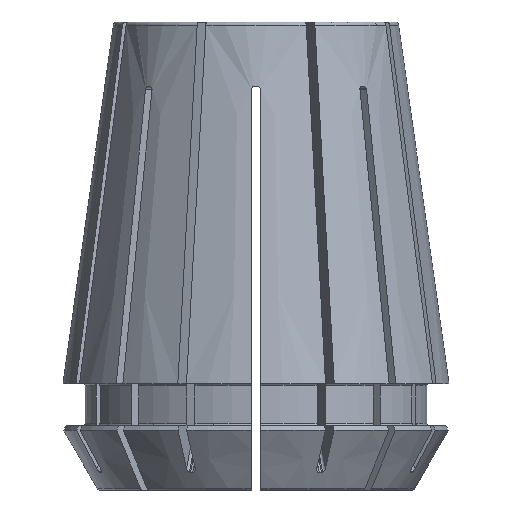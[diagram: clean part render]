
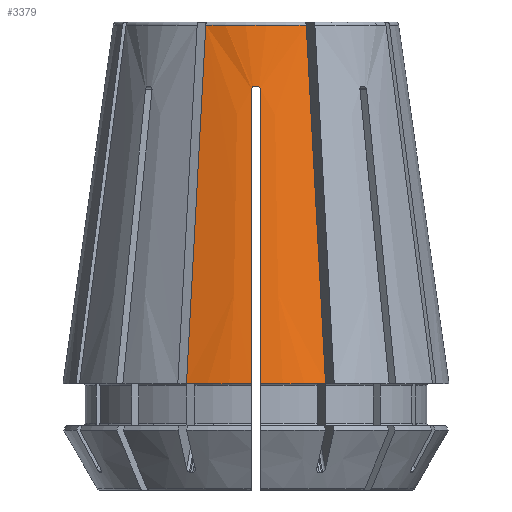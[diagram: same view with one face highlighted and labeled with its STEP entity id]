
A CAD part, front view. The second image highlights one B-rep face of the part: STEP entity #3379.
In plain terms, the highlighted conical face has half-angle 8 degrees and reference radius 16.5 mm.
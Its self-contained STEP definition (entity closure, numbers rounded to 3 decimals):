
#3259=CARTESIAN_POINT('',(-5.943,-15.393,9.1));
#3260=VERTEX_POINT('',#3259);
#3268=CARTESIAN_POINT('',(-0.4,-16.495,9.1));
#3269=VERTEX_POINT('',#3268);
#3276=CARTESIAN_POINT('',(-0.,0.,9.1));
#3277=DIRECTION('',(-0.,0.,1.));
#3278=DIRECTION('',(1.,0.,0.));
#3279=AXIS2_PLACEMENT_3D('',#3276,#3277,#3278);
#3280=CIRCLE('',#3279,16.5);
#3281=EDGE_CURVE('',#3260,#3269,#3280,.T.);
#3286=CARTESIAN_POINT('',(-0.,0.,9.1));
#3287=DIRECTION('',(0.,0.,-1.));
#3288=DIRECTION('',(-1.,0.,-0.));
#3289=AXIS2_PLACEMENT_3D('',#3286,#3287,#3288);
#3290=CONICAL_SURFACE('',#3289,16.5,8.);
#3291=CARTESIAN_POINT('',(-4.294,-11.412,39.742));
#3292=VERTEX_POINT('',#3291);
#3293=CARTESIAN_POINT('',(-5.943,-15.393,9.1));
#3294=CARTESIAN_POINT('',(-5.393,-14.066,19.314));
#3295=CARTESIAN_POINT('',(-4.844,-12.739,29.528));
#3296=CARTESIAN_POINT('',(-4.294,-11.412,39.742));
#3297=B_SPLINE_CURVE_WITH_KNOTS('',3,(#3293,#3294,#3295,#3296),.UNSPECIFIED.,.F.,.F.,(4,4),(0.,0.031),.UNSPECIFIED.);
#3298=EDGE_CURVE('',#3260,#3292,#3297,.T.);
#3299=ORIENTED_EDGE('',*,*,#3298,.F.);
#3300=ORIENTED_EDGE('',*,*,#3281,.T.);
#3301=CARTESIAN_POINT('',(-0.4,-12.966,34.2));
#3302=VERTEX_POINT('',#3301);
#3303=CARTESIAN_POINT('',(-0.4,-12.966,34.2));
#3304=CARTESIAN_POINT('',(-0.4,-13.093,33.299));
#3305=CARTESIAN_POINT('',(-0.4,-13.22,32.398));
#3306=CARTESIAN_POINT('',(-0.4,-13.346,31.497));
#3307=CARTESIAN_POINT('',(-0.4,-14.396,24.031));
#3308=CARTESIAN_POINT('',(-0.4,-15.446,16.566));
#3309=CARTESIAN_POINT('',(-0.4,-16.495,9.1));
#3310=B_SPLINE_CURVE_WITH_KNOTS('',3,(#3303,#3304,#3305,#3306,#3307,#3308,#3309),.UNSPECIFIED.,.F.,.F.,(4,3,4),(0.021,0.023,0.046),.UNSPECIFIED.);
#3311=EDGE_CURVE('',#3302,#3269,#3310,.T.);
#3312=ORIENTED_EDGE('',*,*,#3311,.F.);
#3313=CARTESIAN_POINT('',(-0.1,-12.93,34.5));
#3314=VERTEX_POINT('',#3313);
#3315=CARTESIAN_POINT('',(-0.4,-12.966,34.2));
#3316=CARTESIAN_POINT('',(-0.4,-12.944,34.358));
#3317=CARTESIAN_POINT('',(-0.259,-12.929,34.5));
#3318=CARTESIAN_POINT('',(-0.1,-12.93,34.5));
#3319=B_SPLINE_CURVE_WITH_KNOTS('',3,(#3315,#3316,#3317,#3318),.UNSPECIFIED.,.F.,.F.,(4,4),(0.,0.),.UNSPECIFIED.);
#3320=EDGE_CURVE('',#3302,#3314,#3319,.T.);
#3321=ORIENTED_EDGE('',*,*,#3320,.T.);
#3322=CARTESIAN_POINT('',(0.1,-12.93,34.5));
#3323=VERTEX_POINT('',#3322);
#3324=CARTESIAN_POINT('',(0.,0.,34.5));
#3325=DIRECTION('',(0.,0.,-1.));
#3326=DIRECTION('',(-1.,0.,0.));
#3327=AXIS2_PLACEMENT_3D('',#3324,#3325,#3326);
#3328=CIRCLE('',#3327,12.93);
#3329=EDGE_CURVE('',#3323,#3314,#3328,.T.);
#3330=ORIENTED_EDGE('',*,*,#3329,.F.);
#3331=CARTESIAN_POINT('',(0.4,-12.966,34.2));
#3332=VERTEX_POINT('',#3331);
#3333=CARTESIAN_POINT('',(0.1,-12.93,34.5));
#3334=CARTESIAN_POINT('',(0.259,-12.929,34.5));
#3335=CARTESIAN_POINT('',(0.4,-12.944,34.358));
#3336=CARTESIAN_POINT('',(0.4,-12.966,34.2));
#3337=B_SPLINE_CURVE_WITH_KNOTS('',3,(#3333,#3334,#3335,#3336),.UNSPECIFIED.,.F.,.F.,(4,4),(0.,0.),.UNSPECIFIED.);
#3338=EDGE_CURVE('',#3323,#3332,#3337,.T.);
#3339=ORIENTED_EDGE('',*,*,#3338,.T.);
#3340=CARTESIAN_POINT('',(0.4,-16.495,9.1));
#3341=VERTEX_POINT('',#3340);
#3342=CARTESIAN_POINT('',(0.4,-12.966,34.2));
#3343=CARTESIAN_POINT('',(0.4,-13.093,33.299));
#3344=CARTESIAN_POINT('',(0.4,-13.22,32.398));
#3345=CARTESIAN_POINT('',(0.4,-13.346,31.497));
#3346=CARTESIAN_POINT('',(0.4,-14.396,24.031));
#3347=CARTESIAN_POINT('',(0.4,-15.446,16.566));
#3348=CARTESIAN_POINT('',(0.4,-16.495,9.1));
#3349=B_SPLINE_CURVE_WITH_KNOTS('',3,(#3342,#3343,#3344,#3345,#3346,#3347,#3348),.UNSPECIFIED.,.F.,.F.,(4,3,4),(0.021,0.023,0.046),.UNSPECIFIED.);
#3350=EDGE_CURVE('',#3332,#3341,#3349,.T.);
#3351=ORIENTED_EDGE('',*,*,#3350,.T.);
#3352=CARTESIAN_POINT('',(5.943,-15.393,9.1));
#3353=VERTEX_POINT('',#3352);
#3354=CARTESIAN_POINT('',(-0.,0.,9.1));
#3355=DIRECTION('',(-0.,0.,1.));
#3356=DIRECTION('',(1.,0.,0.));
#3357=AXIS2_PLACEMENT_3D('',#3354,#3355,#3356);
#3358=CIRCLE('',#3357,16.5);
#3359=EDGE_CURVE('',#3341,#3353,#3358,.T.);
#3360=ORIENTED_EDGE('',*,*,#3359,.T.);
#3361=CARTESIAN_POINT('',(4.294,-11.412,39.742));
#3362=VERTEX_POINT('',#3361);
#3363=CARTESIAN_POINT('',(5.943,-15.393,9.1));
#3364=CARTESIAN_POINT('',(5.393,-14.066,19.314));
#3365=CARTESIAN_POINT('',(4.844,-12.739,29.528));
#3366=CARTESIAN_POINT('',(4.294,-11.412,39.742));
#3367=B_SPLINE_CURVE_WITH_KNOTS('',3,(#3363,#3364,#3365,#3366),.UNSPECIFIED.,.F.,.F.,(4,4),(0.,0.031),.UNSPECIFIED.);
#3368=EDGE_CURVE('',#3353,#3362,#3367,.T.);
#3369=ORIENTED_EDGE('',*,*,#3368,.T.);
#3370=CARTESIAN_POINT('',(-0.,0.,39.742));
#3371=DIRECTION('',(-0.,0.,1.));
#3372=DIRECTION('',(1.,0.,0.));
#3373=AXIS2_PLACEMENT_3D('',#3370,#3371,#3372);
#3374=CIRCLE('',#3373,12.194);
#3375=EDGE_CURVE('',#3292,#3362,#3374,.T.);
#3376=ORIENTED_EDGE('',*,*,#3375,.F.);
#3377=EDGE_LOOP('',(#3299,#3300,#3312,#3321,#3330,#3339,#3351,#3360,#3369,#3376));
#3378=FACE_BOUND('',#3377,.T.);
#3379=ADVANCED_FACE('',(#3378),#3290,.T.);
